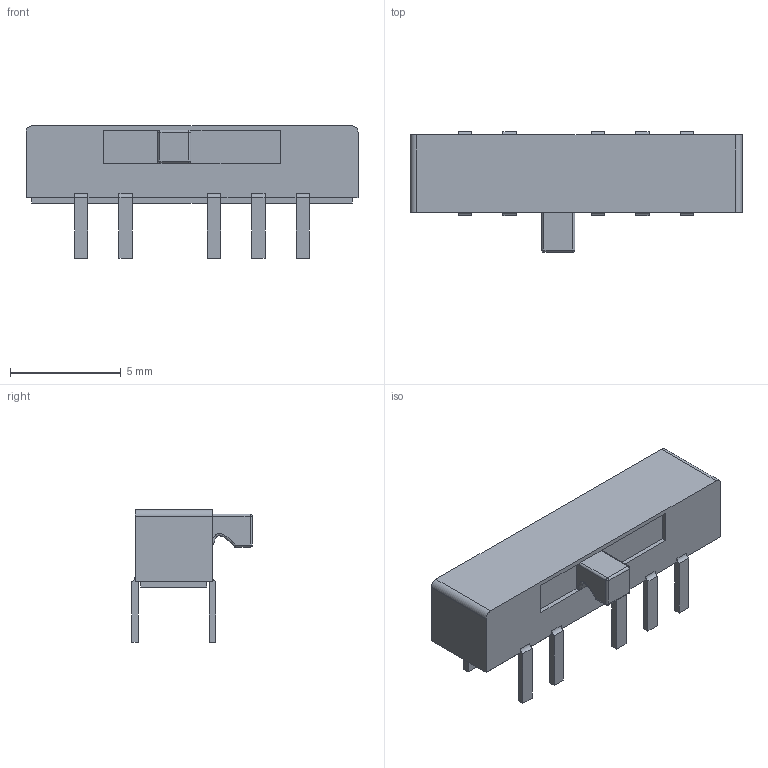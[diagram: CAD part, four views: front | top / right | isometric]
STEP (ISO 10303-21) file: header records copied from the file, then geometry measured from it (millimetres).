
FILE_DESCRIPTION(/* description */ (''),/* implementation_level */ '2;1');
FILE_NAME(/* name */ '5effd74275d0e510d88e6804',/* time_stamp */ '2020-07-04T01:11:31+00:00',/* author */ (''),/* organization */ (''),/* preprocessor_version */ 'ST-DEVELOPER v16.7',/* originating_system */ $,/* authorisation */ $);
FILE_SCHEMA (('AUTOMOTIVE_DESIGN {1 0 10303 214 3 1 1}'));
Length unit declared in the file: metre
Products named in the file (1): Part 1
Bounding box: 15 x 5.45 x 6 mm (x, y, z)
Volume: 187.9 mm3; surface area: 298.1 mm2
Topology: 1 solids, 1 shells, 101 faces, 279 edges, 178 vertices
Faces by surface type: plane 74, cylinder 20, sphere 4, bspline 3
Entity records: 3557 total; most frequent: CARTESIAN_POINT 686, ORIENTED_EDGE 550, DIRECTION 503, EDGE_CURVE 275, LINE 229, VECTOR 229, VERTEX_POINT 178, AXIS2_PLACEMENT_3D 137
